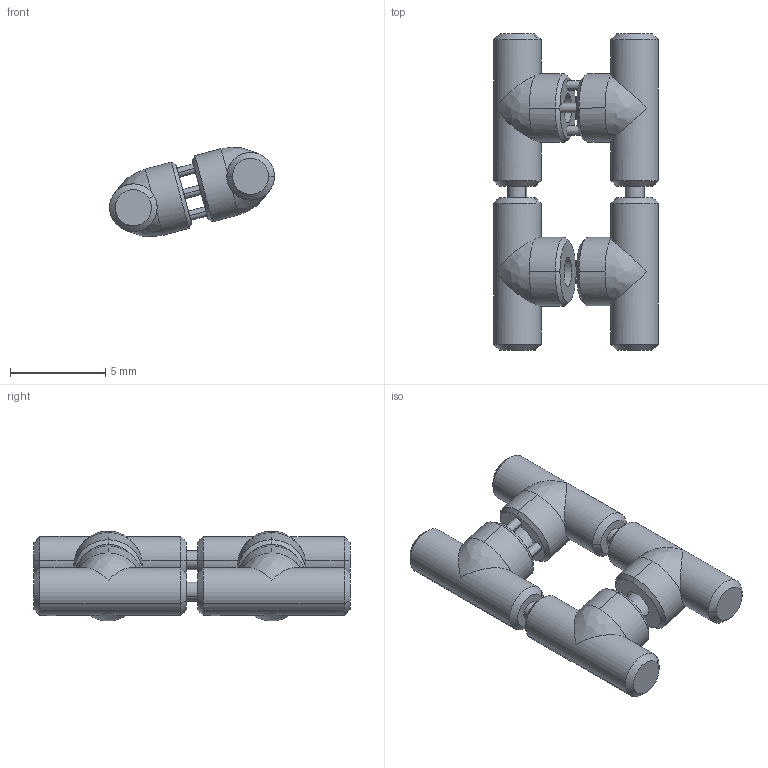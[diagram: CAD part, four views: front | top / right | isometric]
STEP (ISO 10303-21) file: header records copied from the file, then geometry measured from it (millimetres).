
FILE_DESCRIPTION(('STEP AP214'),'1');
FILE_NAME('V1.1.step','2022-05-18T04:11:00',(' '),(' '),'Spatial InterOp 3D',' ',' ');
FILE_SCHEMA(('AUTOMOTIVE_DESIGN { 1 0 10303 214 1 1 1 1 }'));
Length unit declared in the file: metre
Products named in the file (1): 实体
Bounding box: 8.66 x 16.59 x 4.67 mm (x, y, z)
Volume: 213.4 mm3; surface area: 423.1 mm2
Topology: 1 solids, 1 shells, 84 faces, 200 edges, 128 vertices
Faces by surface type: cylinder 36, cone 24, plane 16, bspline 8
Entity records: 2841 total; most frequent: CARTESIAN_POINT 853, DIRECTION 426, ORIENTED_EDGE 400, EDGE_CURVE 200, AXIS2_PLACEMENT_3D 181, VERTEX_POINT 128, CIRCLE 104, EDGE_LOOP 100
